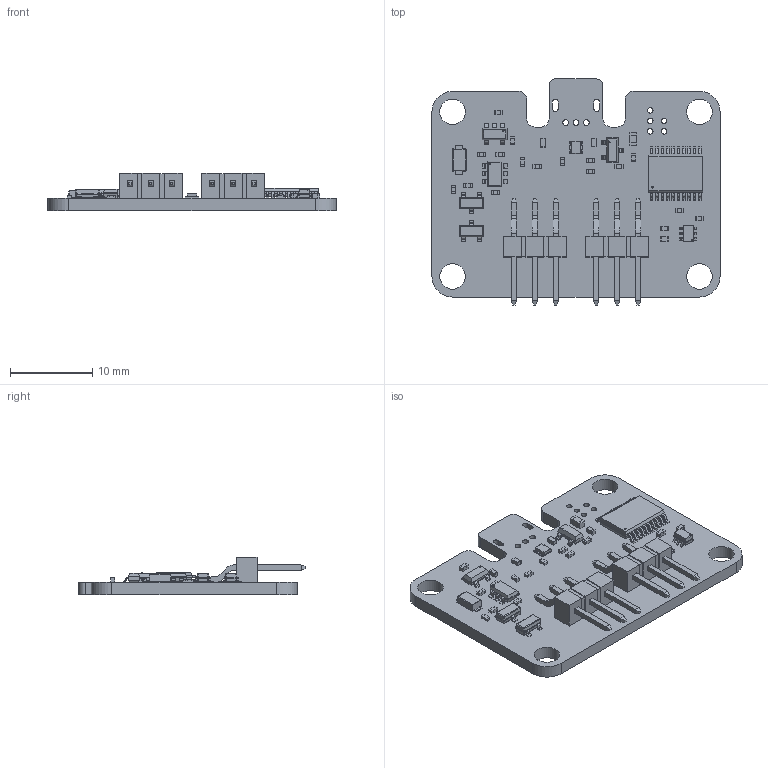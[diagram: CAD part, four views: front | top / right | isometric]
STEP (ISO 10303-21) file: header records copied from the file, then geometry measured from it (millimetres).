
FILE_DESCRIPTION(('Open CASCADE Model'),'2;1');
FILE_NAME('Open CASCADE Shape Model','2022-02-07T20:07:28',('Author'),( 'Open CASCADE'),'Open CASCADE STEP processor 6.8','Open CASCADE 6.8' ,'Unknown');
FILE_SCHEMA(('AUTOMOTIVE_DESIGN { 1 0 10303 214 1 1 1 1 }'));
Length unit declared in the file: millimetre
Products named in the file (79): PCB; Board; Open CASCADE STEP translator 6.8 2.1.1; U3; TSSOP20_STM; FB1; 6199928896; Extruded; 6199928736; J4; MSRC_Samtec_TSM-103-01-L-SH-A; _TSM-104-01-SH-A_body; _T-1S6-08(-01-4-SH); J3; U10; TSSOP6_SOT457_NEX; Body; PinsArrayLR; U4; MSFT_TI_TPS61070DDCR; Model; R19; 6164638688; 6164639328; R18; 6164639568; R16; 6164637888; 6199931456; R14; R12; R10; R6; R5; R4; Q12; 6196195360; Open_CASCADE_STEP_translator_6.8_2.1.1; Leader; Q10 ...
Assembly tree (130 placements, depth 5):
  PCB
    Board
      Open CASCADE STEP translator 6.8 2.1.1
    U3
      TSSOP20_STM
    FB1
      6199928896
        Extruded
      6199928736  x2
        Extruded
    J4
      MSRC_Samtec_TSM-103-01-L-SH-A
        _TSM-104-01-SH-A_body
        _T-1S6-08(-01-4-SH)
    J3
      MSRC_Samtec_TSM-103-01-L-SH-A
        _TSM-104-01-SH-A_body
        _T-1S6-08(-01-4-SH)
    U10
      TSSOP6_SOT457_NEX
        Body
        PinsArrayLR
    U4
      MSFT_TI_TPS61070DDCR
        Model
    R19
      6164638688  x2
        Extruded
      6164639328
        Extruded
    R18
      6164639568  x2
        Extruded
      6164639328
        Extruded
    R16
      6164637888  x2
        Extruded
      6199931456
        Extruded
    R14
      6164639568  x2
        Extruded
      6164639328
        Extruded
    R12
      6164637888  x2
        Extruded
      6199931456
        Extruded
    R10
      6164638688  x2
        Extruded
      6164639328
        Extruded
    R6
      6164639328
        Extruded
      6164638688  x2
        Extruded
Bounding box: 35 x 27.48 x 4.59 mm (x, y, z)
Volume: 1474.2 mm3; surface area: 2769.1 mm2
Topology: 133 solids, 133 shells, 1692 faces, 3973 edges, 2538 vertices
Faces by surface type: plane 1264, cylinder 364, sphere 40, bspline 16, torus 4, cone 4
Full cylindrical faces by diameter (mm): 0.15 x2, 0.152 x1, 0.156 x1, 0.175 x1, 0.224 x1, 0.66 x5, 0.71 x3, 1.575 x4, 1.73 x4, 3.1 x4
Entity records: 42269 total; most frequent: CARTESIAN_POINT 7537, DIRECTION 6017, ORIENTED_EDGE 5740, EDGE_CURVE 2870, LINE 2209, VECTOR 2209, AXIS2_PLACEMENT_3D 1904, VERTEX_POINT 1838
